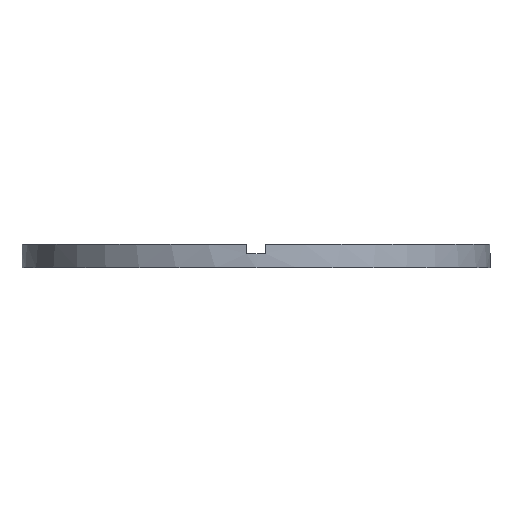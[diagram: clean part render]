
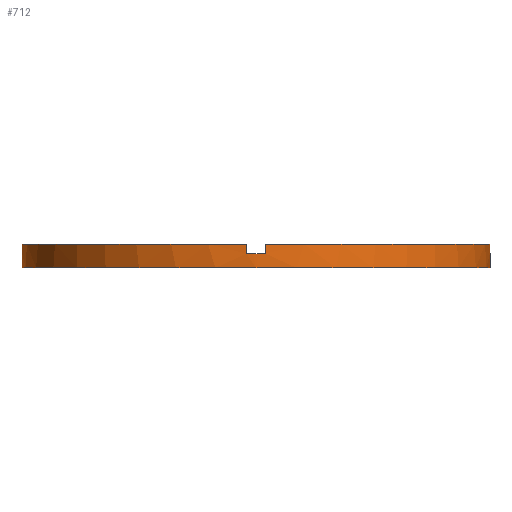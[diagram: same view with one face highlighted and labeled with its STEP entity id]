
A CAD part, front view. The second image highlights one B-rep face of the part: STEP entity #712.
In plain terms, the highlighted cylindrical face has radius 24.5 mm (diameter 49 mm), a partial arc.
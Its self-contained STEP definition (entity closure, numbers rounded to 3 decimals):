
#10 = VERTEX_POINT ( 'NONE', #254 ) ;
#21 = VERTEX_POINT ( 'NONE', #198 ) ;
#38 = EDGE_LOOP ( 'NONE', ( #185, #371, #123, #92, #451, #166, #627, #118, #329, #117, #604, #634 ) ) ;
#39 = CIRCLE ( 'NONE', #418, 24.5 ) ;
#45 = CARTESIAN_POINT ( 'NONE',  ( 0., 0., 1.5 ) ) ;
#49 = CARTESIAN_POINT ( 'NONE',  ( 0., 0., 1.5 ) ) ;
#50 = DIRECTION ( 'NONE',  ( 0., 0., -1. ) ) ;
#61 = EDGE_CURVE ( 'NONE', #21, #437, #561, .T. ) ;
#62 = CIRCLE ( 'NONE', #656, 24.5 ) ;
#66 = FACE_OUTER_BOUND ( 'NONE', #38, .T. ) ;
#82 = LINE ( 'NONE', #376, #103 ) ;
#92 = ORIENTED_EDGE ( 'NONE', *, *, #714, .F. ) ;
#94 = CIRCLE ( 'NONE', #199, 24.5 ) ;
#95 = EDGE_CURVE ( 'NONE', #693, #437, #308, .T. ) ;
#103 = VECTOR ( 'NONE', #718, 1000. ) ;
#106 = CARTESIAN_POINT ( 'NONE',  ( -24.48, -1., 2.5 ) ) ;
#117 = ORIENTED_EDGE ( 'NONE', *, *, #95, .F. ) ;
#118 = ORIENTED_EDGE ( 'NONE', *, *, #740, .F. ) ;
#123 = ORIENTED_EDGE ( 'NONE', *, *, #699, .T. ) ;
#125 = DIRECTION ( 'NONE',  ( 0., 0., -1. ) ) ;
#126 = DIRECTION ( 'NONE',  ( 1., 0., 0. ) ) ;
#157 = CARTESIAN_POINT ( 'NONE',  ( -24.5, 0., 2.5 ) ) ;
#158 = DIRECTION ( 'NONE',  ( 0., 0., 1. ) ) ;
#161 = DIRECTION ( 'NONE',  ( 0., 0., 1. ) ) ;
#166 = ORIENTED_EDGE ( 'NONE', *, *, #200, .F. ) ;
#175 = AXIS2_PLACEMENT_3D ( 'NONE', #409, #50, #745 ) ;
#178 = CARTESIAN_POINT ( 'NONE',  ( 1., -24.48, 1.5 ) ) ;
#185 = ORIENTED_EDGE ( 'NONE', *, *, #440, .F. ) ;
#198 = CARTESIAN_POINT ( 'NONE',  ( -24.48, -1., 2.5 ) ) ;
#199 = AXIS2_PLACEMENT_3D ( 'NONE', #408, #744, #259 ) ;
#200 = EDGE_CURVE ( 'NONE', #10, #632, #39, .T. ) ;
#204 = DIRECTION ( 'NONE',  ( 1., 0., 0. ) ) ;
#207 = DIRECTION ( 'NONE',  ( 0., 0., -1. ) ) ;
#209 = AXIS2_PLACEMENT_3D ( 'NONE', #45, #486, #446 ) ;
#214 = CARTESIAN_POINT ( 'NONE',  ( 24.5, 0., 0. ) ) ;
#254 = CARTESIAN_POINT ( 'NONE',  ( -1., -24.48, 1.5 ) ) ;
#259 = DIRECTION ( 'NONE',  ( 1., 0., 0. ) ) ;
#260 = DIRECTION ( 'NONE',  ( 0., 0., 1. ) ) ;
#264 = LINE ( 'NONE', #661, #269 ) ;
#269 = VECTOR ( 'NONE', #771, 1000. ) ;
#298 = CARTESIAN_POINT ( 'NONE',  ( 24.48, -1., 1.5 ) ) ;
#303 = VECTOR ( 'NONE', #207, 1000. ) ;
#307 = EDGE_CURVE ( 'NONE', #364, #632, #264, .T. ) ;
#308 = CIRCLE ( 'NONE', #209, 24.5 ) ;
#319 = LINE ( 'NONE', #515, #591 ) ;
#325 = CIRCLE ( 'NONE', #399, 24.5 ) ;
#326 = VERTEX_POINT ( 'NONE', #298 ) ;
#329 = ORIENTED_EDGE ( 'NONE', *, *, #61, .T. ) ;
#339 = DIRECTION ( 'NONE',  ( 1., 0., 0. ) ) ;
#340 = VERTEX_POINT ( 'NONE', #602 ) ;
#342 = VECTOR ( 'NONE', #733, 1000. ) ;
#356 = CARTESIAN_POINT ( 'NONE',  ( 0., 0., 2.5 ) ) ;
#359 = LINE ( 'NONE', #644, #342 ) ;
#364 = VERTEX_POINT ( 'NONE', #550 ) ;
#371 = ORIENTED_EDGE ( 'NONE', *, *, #657, .F. ) ;
#376 = CARTESIAN_POINT ( 'NONE',  ( 24.5, 0., 2.5 ) ) ;
#399 = AXIS2_PLACEMENT_3D ( 'NONE', #356, #260, #126 ) ;
#408 = CARTESIAN_POINT ( 'NONE',  ( 0., 0., 0. ) ) ;
#409 = CARTESIAN_POINT ( 'NONE',  ( 0., 0., 2.5 ) ) ;
#418 = AXIS2_PLACEMENT_3D ( 'NONE', #736, #426, #671 ) ;
#426 = DIRECTION ( 'NONE',  ( 0., 0., 1. ) ) ;
#429 = CARTESIAN_POINT ( 'NONE',  ( 0., 0., 2.5 ) ) ;
#437 = VERTEX_POINT ( 'NONE', #487 ) ;
#440 = EDGE_CURVE ( 'NONE', #475, #455, #82, .T. ) ;
#446 = DIRECTION ( 'NONE',  ( 1., 0., 0. ) ) ;
#451 = ORIENTED_EDGE ( 'NONE', *, *, #307, .T. ) ;
#455 = VERTEX_POINT ( 'NONE', #214 ) ;
#463 = DIRECTION ( 'NONE',  ( 0., 0., 1. ) ) ;
#475 = VERTEX_POINT ( 'NONE', #651 ) ;
#479 = VERTEX_POINT ( 'NONE', #684 ) ;
#486 = DIRECTION ( 'NONE',  ( 0., 0., 1. ) ) ;
#487 = CARTESIAN_POINT ( 'NONE',  ( -24.48, -1., 1.5 ) ) ;
#515 = CARTESIAN_POINT ( 'NONE',  ( 24.48, -1., 2.5 ) ) ;
#550 = CARTESIAN_POINT ( 'NONE',  ( 1., -24.48, 2.5 ) ) ;
#561 = LINE ( 'NONE', #106, #303 ) ;
#591 = VECTOR ( 'NONE', #463, 1000. ) ;
#592 = EDGE_CURVE ( 'NONE', #10, #479, #359, .T. ) ;
#596 = CYLINDRICAL_SURFACE ( 'NONE', #175, 24.5 ) ;
#602 = CARTESIAN_POINT ( 'NONE',  ( 24.48, -1., 2.5 ) ) ;
#604 = ORIENTED_EDGE ( 'NONE', *, *, #643, .T. ) ;
#613 = LINE ( 'NONE', #157, #615 ) ;
#615 = VECTOR ( 'NONE', #125, 1000. ) ;
#627 = ORIENTED_EDGE ( 'NONE', *, *, #592, .T. ) ;
#632 = VERTEX_POINT ( 'NONE', #178 ) ;
#634 = ORIENTED_EDGE ( 'NONE', *, *, #647, .T. ) ;
#640 = VERTEX_POINT ( 'NONE', #641 ) ;
#641 = CARTESIAN_POINT ( 'NONE',  ( -24.5, 0., 0. ) ) ;
#643 = EDGE_CURVE ( 'NONE', #693, #640, #613, .T. ) ;
#644 = CARTESIAN_POINT ( 'NONE',  ( -1., -24.48, 2.5 ) ) ;
#647 = EDGE_CURVE ( 'NONE', #640, #455, #94, .T. ) ;
#651 = CARTESIAN_POINT ( 'NONE',  ( 24.5, 0., 1.5 ) ) ;
#656 = AXIS2_PLACEMENT_3D ( 'NONE', #49, #161, #204 ) ;
#657 = EDGE_CURVE ( 'NONE', #326, #475, #62, .T. ) ;
#661 = CARTESIAN_POINT ( 'NONE',  ( 1., -24.48, 2.5 ) ) ;
#671 = DIRECTION ( 'NONE',  ( 1., 0., 0. ) ) ;
#684 = CARTESIAN_POINT ( 'NONE',  ( -1., -24.48, 2.5 ) ) ;
#693 = VERTEX_POINT ( 'NONE', #695 ) ;
#695 = CARTESIAN_POINT ( 'NONE',  ( -24.5, 0., 1.5 ) ) ;
#699 = EDGE_CURVE ( 'NONE', #326, #340, #319, .T. ) ;
#712 = ADVANCED_FACE ( 'NONE', ( #66 ), #596, .T. ) ;
#714 = EDGE_CURVE ( 'NONE', #364, #340, #325, .T. ) ;
#718 = DIRECTION ( 'NONE',  ( 0., 0., -1. ) ) ;
#728 = AXIS2_PLACEMENT_3D ( 'NONE', #429, #158, #339 ) ;
#733 = DIRECTION ( 'NONE',  ( 0., 0., 1. ) ) ;
#736 = CARTESIAN_POINT ( 'NONE',  ( 0., 0., 1.5 ) ) ;
#740 = EDGE_CURVE ( 'NONE', #21, #479, #757, .T. ) ;
#744 = DIRECTION ( 'NONE',  ( 0., 0., 1. ) ) ;
#745 = DIRECTION ( 'NONE',  ( -1., 0., 0. ) ) ;
#757 = CIRCLE ( 'NONE', #728, 24.5 ) ;
#771 = DIRECTION ( 'NONE',  ( 0., 0., -1. ) ) ;
